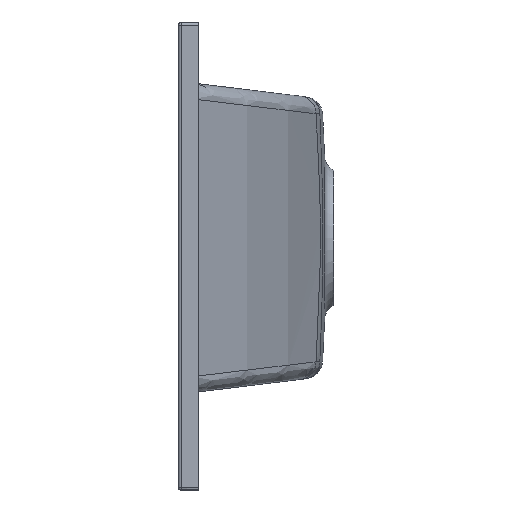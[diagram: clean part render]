
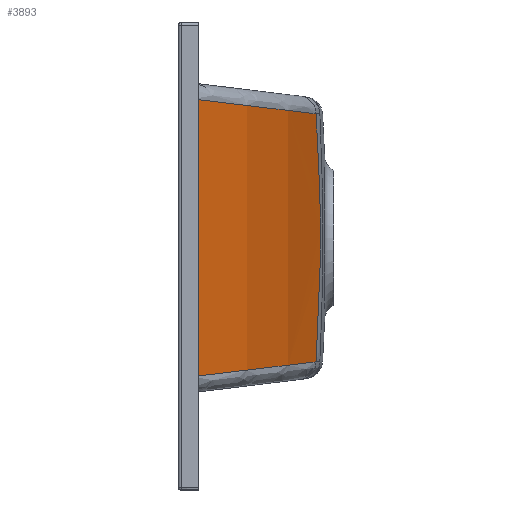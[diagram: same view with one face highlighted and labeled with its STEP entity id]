
A CAD part, left-side view. The second image highlights one B-rep face of the part: STEP entity #3893.
In plain terms, the highlighted cylindrical face has radius 830.5 mm (diameter 1661 mm), a partial arc.
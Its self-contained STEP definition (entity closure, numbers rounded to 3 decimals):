
#135 = CARTESIAN_POINT ( 'NONE',  ( 0., 682.5, -137.5 ) ) ;
#269 = ORIENTED_EDGE ( 'NONE', *, *, #1738, .T. ) ;
#308 = CARTESIAN_POINT ( 'NONE',  ( -136.406, -136.721, 24.943 ) ) ;
#339 = CARTESIAN_POINT ( 'NONE',  ( -156.919, -133.042, 114.303 ) ) ;
#434 = VERTEX_POINT ( 'NONE', #5769 ) ;
#447 = CARTESIAN_POINT ( 'NONE',  ( -152.887, -133.811, -99.661 ) ) ;
#570 = CARTESIAN_POINT ( 'NONE',  ( -452.643, -13.808, -137.5 ) ) ;
#575 = VERTEX_POINT ( 'NONE', #2306 ) ;
#587 = CARTESIAN_POINT ( 'NONE',  ( -452.643, -13.808, 133.525 ) ) ;
#602 = CARTESIAN_POINT ( 'NONE',  ( -158.276, -132.778, 119.216 ) ) ;
#759 = CARTESIAN_POINT ( 'NONE',  ( -135.024, -136.95, 9.632 ) ) ;
#787 = CARTESIAN_POINT ( 'NONE',  ( -151.553, -134.056, 94.635 ) ) ;
#834 = CARTESIAN_POINT ( 'NONE',  ( -362.806, -72.207, -126.501 ) ) ;
#1048 = CARTESIAN_POINT ( 'NONE',  ( -158.276, -132.778, 119.216 ) ) ;
#1106 = VECTOR ( 'NONE', #2436, 1000. ) ;
#1227 = CARTESIAN_POINT ( 'NONE',  ( -135.077, -136.942, -10.602 ) ) ;
#1256 = CARTESIAN_POINT ( 'NONE',  ( -145.171, -135.215, 69.972 ) ) ;
#1264 = VERTEX_POINT ( 'NONE', #602 ) ;
#1682 = CARTESIAN_POINT ( 'NONE',  ( -137.903, -136.471, -35.59 ) ) ;
#1716 = CARTESIAN_POINT ( 'NONE',  ( -140.625, -136.008, 50.111 ) ) ;
#1738 = EDGE_CURVE ( 'NONE', #575, #1264, #4547, .T. ) ;
#1858 = CARTESIAN_POINT ( 'NONE',  ( -144.03, -135.416, -65.276 ) ) ;
#1923 = EDGE_CURVE ( 'NONE', #434, #3549, #4757, .T. ) ;
#1959 = EDGE_LOOP ( 'NONE', ( #2787, #5551, #3525, #269 ) ) ;
#1995 = DIRECTION ( 'NONE',  ( 0., 0., 1. ) ) ;
#2140 = CARTESIAN_POINT ( 'NONE',  ( -141.765, -135.812, -55.406 ) ) ;
#2168 = CARTESIAN_POINT ( 'NONE',  ( -136.732, -136.667, 27.482 ) ) ;
#2198 = CARTESIAN_POINT ( 'NONE',  ( -158.276, -132.778, 119.216 ) ) ;
#2306 = CARTESIAN_POINT ( 'NONE',  ( -158.276, -132.778, -119.216 ) ) ;
#2310 = CARTESIAN_POINT ( 'NONE',  ( -148.984, -134.529, -84.954 ) ) ;
#2436 = DIRECTION ( 'NONE',  ( 0., 0., -1. ) ) ;
#2449 = FACE_OUTER_BOUND ( 'NONE', #1959, .T. ) ;
#2627 = CARTESIAN_POINT ( 'NONE',  ( -135.6, -136.855, 17.284 ) ) ;
#2657 = CARTESIAN_POINT ( 'NONE',  ( -152.882, -133.808, 99.555 ) ) ;
#2701 = CARTESIAN_POINT ( 'NONE',  ( -263.463, -112.358, -121.672 ) ) ;
#2787 = ORIENTED_EDGE ( 'NONE', *, *, #3078, .T. ) ;
#2909 = CARTESIAN_POINT ( 'NONE',  ( -263.463, -112.358, 121.672 ) ) ;
#3078 = EDGE_CURVE ( 'NONE', #1264, #434, #3793, .T. ) ;
#3084 = CARTESIAN_POINT ( 'NONE',  ( -134.86, -136.977, -5.566 ) ) ;
#3113 = CARTESIAN_POINT ( 'NONE',  ( -147.657, -134.769, 79.853 ) ) ;
#3224 = CARTESIAN_POINT ( 'NONE',  ( -158.276, -132.778, -119.216 ) ) ;
#3525 = ORIENTED_EDGE ( 'NONE', *, *, #4462, .T. ) ;
#3540 = CARTESIAN_POINT ( 'NONE',  ( -136.456, -136.713, -25.63 ) ) ;
#3549 = VERTEX_POINT ( 'NONE', #5104 ) ;
#3570 = CARTESIAN_POINT ( 'NONE',  ( -141.696, -135.824, 55.091 ) ) ;
#3571 =( BOUNDED_CURVE ( )  B_SPLINE_CURVE ( 3, ( #5017, #834, #2701, #4567 ),
 .UNSPECIFIED., .F., .F. ) 
 B_SPLINE_CURVE_WITH_KNOTS ( ( 4, 4 ),
 ( 5.707, 6.091 ),
 .UNSPECIFIED. ) 
 CURVE ( )  GEOMETRIC_REPRESENTATION_ITEM ( )  RATIONAL_B_SPLINE_CURVE ( ( 1., 0.988, 0.988, 1. ) ) 
 REPRESENTATION_ITEM ( '' )  );
#3793 =( BOUNDED_CURVE ( )  B_SPLINE_CURVE ( 3, ( #1048, #2909, #4772, #587 ),
 .UNSPECIFIED., .F., .F. ) 
 B_SPLINE_CURVE_WITH_KNOTS ( ( 4, 4 ),
 ( 3.333, 3.718 ),
 .UNSPECIFIED. ) 
 CURVE ( )  GEOMETRIC_REPRESENTATION_ITEM ( )  RATIONAL_B_SPLINE_CURVE ( ( 1., 0.988, 0.988, 1. ) ) 
 REPRESENTATION_ITEM ( '' )  );
#3831 = AXIS2_PLACEMENT_3D ( 'NONE', #135, #1995, #3850 ) ;
#3850 = DIRECTION ( 'NONE',  ( 1., 0., 0. ) ) ;
#3893 = ADVANCED_FACE ( 'NONE', ( #2449 ), #4314, .T. ) ;
#3996 = CARTESIAN_POINT ( 'NONE',  ( -140.699, -135.996, -50.463 ) ) ;
#4032 = CARTESIAN_POINT ( 'NONE',  ( -137.817, -136.486, 35.075 ) ) ;
#4171 = CARTESIAN_POINT ( 'NONE',  ( -147.706, -134.76, -80.046 ) ) ;
#4314 = CYLINDRICAL_SURFACE ( 'NONE', #3831, 830.5 ) ;
#4462 = EDGE_CURVE ( 'NONE', #3549, #575, #3571, .T. ) ;
#4491 = CARTESIAN_POINT ( 'NONE',  ( -135.84, -136.815, 19.845 ) ) ;
#4523 = CARTESIAN_POINT ( 'NONE',  ( -155.565, -133.301, 109.389 ) ) ;
#4547 = B_SPLINE_CURVE_WITH_KNOTS ( 'NONE', 3,
 ( #3224, #4634, #447, #2310, #4171, #6021, #1858, #2140, #3996, #5842, #1682, #3540, #5392, #1227, #3084, #4941, #759, #2627, #4491, #308, #2168, #4032, #5878, #1716, #3570, #5420, #1256, #3113, #4965, #787, #2657, #4523, #339, #2198 ),
 .UNSPECIFIED., .F., .F.,
 ( 4, 2, 2, 2, 2, 2, 2, 2, 2, 2, 2, 2, 2, 2, 2, 2, 4 ),
 ( 0., 0.03, 0.046, 0.061, 0.076, 0.091, 0.107, 0.122, 0.137, 0.145, 0.152, 0.168, 0.183, 0.198, 0.213, 0.228, 0.244 ),
 .UNSPECIFIED. ) ;
#4567 = CARTESIAN_POINT ( 'NONE',  ( -158.276, -132.778, -119.216 ) ) ;
#4634 = CARTESIAN_POINT ( 'NONE',  ( -155.575, -133.303, -109.44 ) ) ;
#4757 = LINE ( 'NONE', #570, #1106 ) ;
#4772 = CARTESIAN_POINT ( 'NONE',  ( -362.806, -72.207, 126.501 ) ) ;
#4941 = CARTESIAN_POINT ( 'NONE',  ( -134.833, -136.982, 4.551 ) ) ;
#4965 = CARTESIAN_POINT ( 'NONE',  ( -148.94, -134.537, 84.784 ) ) ;
#5017 = CARTESIAN_POINT ( 'NONE',  ( -452.643, -13.808, -133.525 ) ) ;
#5104 = CARTESIAN_POINT ( 'NONE',  ( -452.643, -13.808, -133.525 ) ) ;
#5392 = CARTESIAN_POINT ( 'NONE',  ( -135.875, -136.81, -20.634 ) ) ;
#5420 = CARTESIAN_POINT ( 'NONE',  ( -143.969, -135.427, 65.022 ) ) ;
#5551 = ORIENTED_EDGE ( 'NONE', *, *, #1923, .T. ) ;
#5769 = CARTESIAN_POINT ( 'NONE',  ( -452.643, -13.808, 133.525 ) ) ;
#5842 = CARTESIAN_POINT ( 'NONE',  ( -138.768, -136.325, -40.555 ) ) ;
#5878 = CARTESIAN_POINT ( 'NONE',  ( -138.685, -136.339, 40.102 ) ) ;
#6021 = CARTESIAN_POINT ( 'NONE',  ( -145.229, -135.204, -70.207 ) ) ;
